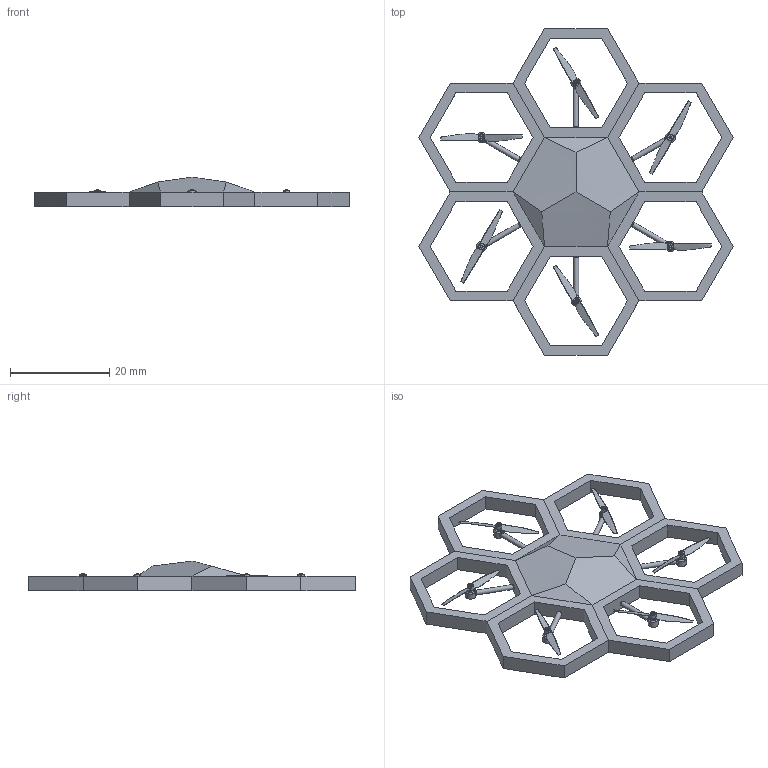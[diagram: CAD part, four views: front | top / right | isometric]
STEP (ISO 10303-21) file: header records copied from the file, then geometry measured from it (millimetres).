
FILE_DESCRIPTION(/* description */ (''),/* implementation_level */ '2;1');
FILE_NAME(/* name */ 'drone.step',/* time_stamp */ '2024-07-15T18:30:25+05:30',/* author */ (''),/* organization */ (''),/* preprocessor_version */ 'ST-DEVELOPER v20',/* originating_system */ 'Autodesk Translation Framework v13.14.0.145',/* authorisation */ '');
FILE_SCHEMA (('AUTOMOTIVE_DESIGN { 1 0 10303 214 3 1 1 }'));
Length unit declared in the file: millimetre
Products named in the file (4): drone; body; Component3; Component2
Assembly tree (13 placements, depth 3):
  drone
    body
      Component2  x6
      Component3  x6
Bounding box: 63.51 x 66 x 6 mm (x, y, z)
Volume: 3086.9 mm3; surface area: 5819.1 mm2
Topology: 14 solids, 15 shells, 259 faces, 604 edges, 392 vertices
Faces by surface type: plane 137, torus 46, bspline 38, cylinder 38
Full cylindrical faces by diameter (mm): 0.5 x13, 1 x6, 1.25 x7, 2 x6
Entity records: 22960 total; most frequent: CARTESIAN_POINT 21371, DIRECTION 289, ORIENTED_EDGE 286, EDGE_CURVE 149, AXIS2_PLACEMENT_3D 114, VERTEX_POINT 97, EDGE_LOOP 74, FACE_OUTER_BOUND 64
